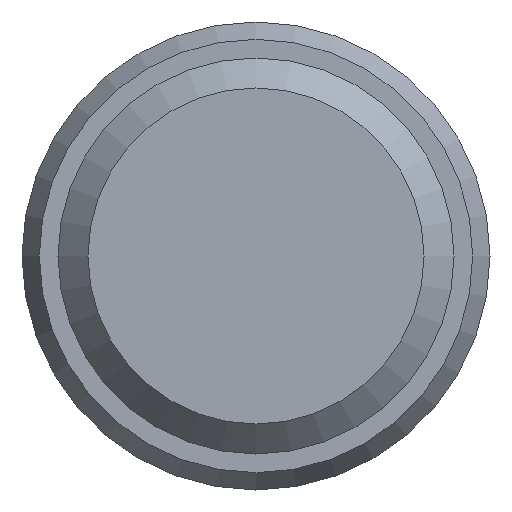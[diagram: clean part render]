
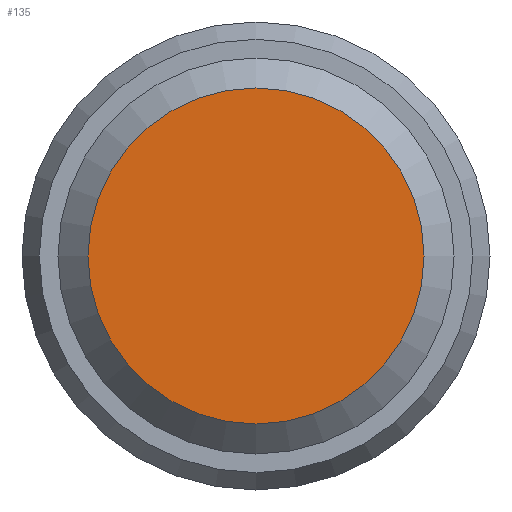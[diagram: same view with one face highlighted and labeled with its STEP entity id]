
A CAD part, left-side view. The second image highlights one B-rep face of the part: STEP entity #135.
In plain terms, the highlighted planar face has unit normal (-1, 0, 0).
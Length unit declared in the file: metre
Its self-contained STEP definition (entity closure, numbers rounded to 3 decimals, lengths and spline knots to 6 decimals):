
#26=ORIENTED_EDGE('',*,*,#50,.T.);
#50=EDGE_CURVE('',#62,#62,#74,.T.);
#62=VERTEX_POINT('',#249);
#74=CIRCLE('',#166,0.000711);
#86=EDGE_LOOP('',(#26));
#110=FACE_BOUND('',#86,.T.);
#132=PLANE('',#165);
#135=ADVANCED_FACE('',(#110),#132,.F.);
#165=AXIS2_PLACEMENT_3D('',#247,#198,#199);
#166=AXIS2_PLACEMENT_3D('',#248,#200,#201);
#198=DIRECTION('',(1.,0.,0.));
#199=DIRECTION('',(0.,0.,-1.));
#200=DIRECTION('',(-1.,0.,0.));
#201=DIRECTION('',(0.,0.,1.));
#247=CARTESIAN_POINT('',(0.,0.,0.));
#248=CARTESIAN_POINT('',(0.,0.,0.));
#249=CARTESIAN_POINT('',(0.,0.,0.000711));
